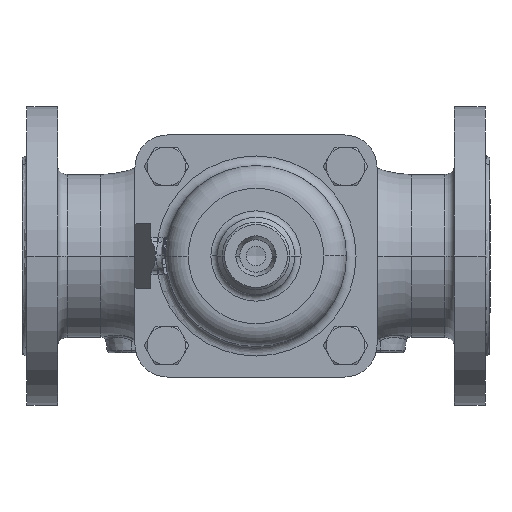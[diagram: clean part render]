
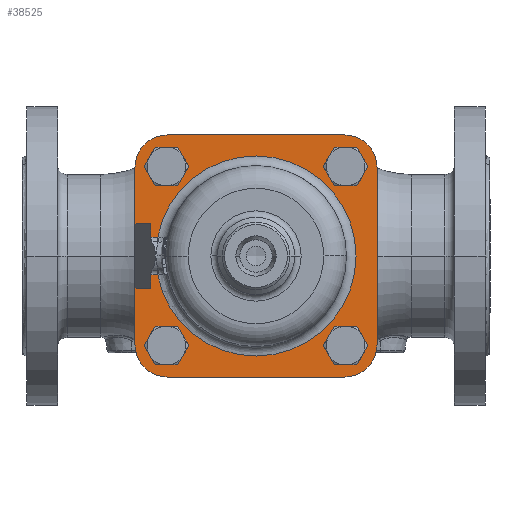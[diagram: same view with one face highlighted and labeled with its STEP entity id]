
A CAD part, front view. The second image highlights one B-rep face of the part: STEP entity #38525.
In plain terms, the highlighted planar face has unit normal (0, -1, 0).
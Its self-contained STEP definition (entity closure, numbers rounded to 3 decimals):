
#31502=CARTESIAN_POINT('',(-55.508,131.,55.508));
#31503=DIRECTION('',(0.,-1.,0.));
#31504=DIRECTION('',(1.,0.,0.));
#31505=AXIS2_PLACEMENT_3D('',#31502,#31503,#31504);
#31507=CARTESIAN_POINT('',(-55.508,131.,55.508));
#31508=DIRECTION('',(0.,-1.,0.));
#31509=DIRECTION('',(-1.,0.,0.));
#31510=AXIS2_PLACEMENT_3D('',#31507,#31508,#31509);
#31512=CARTESIAN_POINT('',(55.508,131.,55.508));
#31513=DIRECTION('',(0.,-1.,0.));
#31514=DIRECTION('',(1.,0.,0.));
#31515=AXIS2_PLACEMENT_3D('',#31512,#31513,#31514);
#31517=CARTESIAN_POINT('',(55.508,131.,55.508));
#31518=DIRECTION('',(0.,-1.,0.));
#31519=DIRECTION('',(-1.,0.,0.));
#31520=AXIS2_PLACEMENT_3D('',#31517,#31518,#31519);
#31522=CARTESIAN_POINT('',(55.508,131.,-55.508));
#31523=DIRECTION('',(0.,-1.,0.));
#31524=DIRECTION('',(1.,0.,0.));
#31525=AXIS2_PLACEMENT_3D('',#31522,#31523,#31524);
#31527=CARTESIAN_POINT('',(55.508,131.,-55.508));
#31528=DIRECTION('',(0.,-1.,0.));
#31529=DIRECTION('',(-1.,0.,0.));
#31530=AXIS2_PLACEMENT_3D('',#31527,#31528,#31529);
#31532=CARTESIAN_POINT('',(-55.508,131.,-55.508));
#31533=DIRECTION('',(0.,-1.,0.));
#31534=DIRECTION('',(1.,0.,0.));
#31535=AXIS2_PLACEMENT_3D('',#31532,#31533,#31534);
#31537=CARTESIAN_POINT('',(-55.508,131.,-55.508));
#31538=DIRECTION('',(0.,-1.,0.));
#31539=DIRECTION('',(-1.,0.,0.));
#31540=AXIS2_PLACEMENT_3D('',#31537,#31538,#31539);
#31542=DIRECTION('',(-1.,0.,0.));
#31543=VECTOR('',#31542,4.284);
#31544=CARTESIAN_POINT('',(-60.901,131.,
11.619));
#31545=LINE('',#31544,#31543);
#31546=DIRECTION('',(0.,0.,1.));
#31547=VECTOR('',#31546,8.381);
#31548=CARTESIAN_POINT('',(-65.185,131.,11.619));
#31549=LINE('',#31548,#31547);
#31550=DIRECTION('',(1.,0.,0.));
#31551=VECTOR('',#31550,9.815);
#31552=CARTESIAN_POINT('',(-75.,131.,20.));
#31553=LINE('',#31552,#31551);
#31554=DIRECTION('',(0.,0.,-1.));
#31555=VECTOR('',#31554,35.);
#31556=CARTESIAN_POINT('',(-75.,131.,55.));
#31557=LINE('',#31556,#31555);
#31558=CARTESIAN_POINT('',(-55.,131.,55.));
#31559=DIRECTION('',(0.,-1.,0.));
#31560=DIRECTION('',(0.,0.,1.));
#31561=AXIS2_PLACEMENT_3D('',#31558,#31559,#31560);
#31563=DIRECTION('',(-1.,0.,0.));
#31564=VECTOR('',#31563,110.);
#31565=CARTESIAN_POINT('',(55.,131.,75.));
#31566=LINE('',#31565,#31564);
#31567=CARTESIAN_POINT('',(55.,131.,55.));
#31568=DIRECTION('',(0.,-1.,0.));
#31569=DIRECTION('',(1.,0.,0.));
#31570=AXIS2_PLACEMENT_3D('',#31567,#31568,#31569);
#31572=DIRECTION('',(0.,0.,1.));
#31573=VECTOR('',#31572,110.);
#31574=CARTESIAN_POINT('',(75.,131.,-55.));
#31575=LINE('',#31574,#31573);
#31576=CARTESIAN_POINT('',(55.,131.,-55.));
#31577=DIRECTION('',(0.,-1.,0.));
#31578=DIRECTION('',(0.,0.,-1.));
#31579=AXIS2_PLACEMENT_3D('',#31576,#31577,#31578);
#31581=DIRECTION('',(1.,0.,0.));
#31582=VECTOR('',#31581,110.);
#31583=CARTESIAN_POINT('',(-55.,131.,-75.));
#31584=LINE('',#31583,#31582);
#31585=CARTESIAN_POINT('',(-55.,131.,-55.));
#31586=DIRECTION('',(0.,-1.,0.));
#31587=DIRECTION('',(-1.,0.,0.));
#31588=AXIS2_PLACEMENT_3D('',#31585,#31586,#31587);
#31590=DIRECTION('',(0.,0.,-1.));
#31591=VECTOR('',#31590,35.);
#31592=CARTESIAN_POINT('',(-75.,131.,-20.));
#31593=LINE('',#31592,#31591);
#31594=DIRECTION('',(1.,0.,0.));
#31595=VECTOR('',#31594,9.815);
#31596=CARTESIAN_POINT('',(-75.,131.,-20.));
#31597=LINE('',#31596,#31595);
#31598=DIRECTION('',(0.,0.,1.));
#31599=VECTOR('',#31598,8.381);
#31600=CARTESIAN_POINT('',(-65.185,131.,-20.));
#31601=LINE('',#31600,#31599);
#31602=DIRECTION('',(1.,0.,0.));
#31603=VECTOR('',#31602,4.284);
#31604=CARTESIAN_POINT('',(-65.185,131.,-11.619));
#31605=LINE('',#31604,#31603);
#33021=CARTESIAN_POINT('',(0.,131.,0.));
#33022=DIRECTION('',(0.,1.,0.));
#33023=DIRECTION('',(-0.982,0.,0.187));
#33024=AXIS2_PLACEMENT_3D('',#33021,#33022,#33023);
#36120=CARTESIAN_POINT('',(-60.901,131.,
11.619));
#36915=CARTESIAN_POINT('',(-55.,131.,75.));
#36916=CARTESIAN_POINT('',(-75.,131.,55.));
#36917=VERTEX_POINT('',#36915);
#36918=VERTEX_POINT('',#36916);
#36919=CARTESIAN_POINT('',(75.,131.,55.));
#36920=CARTESIAN_POINT('',(55.,131.,75.));
#36921=VERTEX_POINT('',#36919);
#36922=VERTEX_POINT('',#36920);
#36923=CARTESIAN_POINT('',(55.,131.,-75.));
#36924=CARTESIAN_POINT('',(75.,131.,-55.));
#36925=VERTEX_POINT('',#36923);
#36926=VERTEX_POINT('',#36924);
#36927=CARTESIAN_POINT('',(-75.,131.,-55.));
#36928=CARTESIAN_POINT('',(-55.,131.,-75.));
#36929=VERTEX_POINT('',#36927);
#36930=VERTEX_POINT('',#36928);
#36963=CARTESIAN_POINT('',(-46.508,131.,55.508));
#36964=CARTESIAN_POINT('',(-64.508,131.,55.508));
#36965=VERTEX_POINT('',#36963);
#36966=VERTEX_POINT('',#36964);
#36975=CARTESIAN_POINT('',(64.508,131.,55.508));
#36976=CARTESIAN_POINT('',(46.508,131.,55.508));
#36977=VERTEX_POINT('',#36975);
#36978=VERTEX_POINT('',#36976);
#36987=CARTESIAN_POINT('',(64.508,131.,-55.508));
#36988=CARTESIAN_POINT('',(46.508,131.,-55.508));
#36989=VERTEX_POINT('',#36987);
#36990=VERTEX_POINT('',#36988);
#36999=CARTESIAN_POINT('',(-46.508,131.,-55.508));
#37000=CARTESIAN_POINT('',(-64.508,131.,-55.508));
#37001=VERTEX_POINT('',#36999);
#37002=VERTEX_POINT('',#37000);
#37027=CARTESIAN_POINT('',(-75.,131.,-20.));
#37028=CARTESIAN_POINT('',(-65.185,131.,-20.));
#37029=VERTEX_POINT('',#37027);
#37030=VERTEX_POINT('',#37028);
#37031=CARTESIAN_POINT('',(-75.,131.,20.));
#37032=CARTESIAN_POINT('',(-65.185,131.,20.));
#37033=VERTEX_POINT('',#37031);
#37034=VERTEX_POINT('',#37032);
#37039=CARTESIAN_POINT('',(-65.185,131.,-11.619));
#37040=VERTEX_POINT('',#37039);
#37041=CARTESIAN_POINT('',(-65.185,131.,11.619));
#37042=VERTEX_POINT('',#37041);
#37055=CARTESIAN_POINT('',(-60.902,131.,-11.619));
#37057=VERTEX_POINT('',#37055);
#37059=VERTEX_POINT('',#36120);
#38463=CARTESIAN_POINT('',(0.,131.,0.));
#38464=DIRECTION('',(0.,1.,0.));
#38465=DIRECTION('',(0.,0.,-1.));
#38466=AXIS2_PLACEMENT_3D('',#38463,#38464,#38465);
#38467=PLANE('',#38466);
#38469=ORIENTED_EDGE('',*,*,#38468,.F.);
#38471=ORIENTED_EDGE('',*,*,#38470,.T.);
#38473=ORIENTED_EDGE('',*,*,#38472,.T.);
#38475=ORIENTED_EDGE('',*,*,#38474,.F.);
#38477=ORIENTED_EDGE('',*,*,#38476,.F.);
#38479=ORIENTED_EDGE('',*,*,#38478,.F.);
#38481=ORIENTED_EDGE('',*,*,#38480,.F.);
#38483=ORIENTED_EDGE('',*,*,#38482,.F.);
#38485=ORIENTED_EDGE('',*,*,#38484,.F.);
#38487=ORIENTED_EDGE('',*,*,#38486,.F.);
#38489=ORIENTED_EDGE('',*,*,#38488,.F.);
#38491=ORIENTED_EDGE('',*,*,#38490,.F.);
#38493=ORIENTED_EDGE('',*,*,#38492,.F.);
#38495=ORIENTED_EDGE('',*,*,#38494,.T.);
#38497=ORIENTED_EDGE('',*,*,#38496,.T.);
#38499=ORIENTED_EDGE('',*,*,#38498,.T.);
#38500=EDGE_LOOP('',(#38469,#38471,#38473,#38475,#38477,#38479,#38481,#38483,
#38485,#38487,#38489,#38491,#38493,#38495,#38497,#38499));
#38501=FACE_OUTER_BOUND('',#38500,.F.);
#38503=ORIENTED_EDGE('',*,*,#38502,.T.);
#38505=ORIENTED_EDGE('',*,*,#38504,.T.);
#38506=EDGE_LOOP('',(#38503,#38505));
#38507=FACE_BOUND('',#38506,.F.);
#38509=ORIENTED_EDGE('',*,*,#38508,.T.);
#38511=ORIENTED_EDGE('',*,*,#38510,.T.);
#38512=EDGE_LOOP('',(#38509,#38511));
#38513=FACE_BOUND('',#38512,.F.);
#38514=ORIENTED_EDGE('',*,*,#38447,.T.);
#38516=ORIENTED_EDGE('',*,*,#38515,.T.);
#38517=EDGE_LOOP('',(#38514,#38516));
#38518=FACE_BOUND('',#38517,.F.);
#38520=ORIENTED_EDGE('',*,*,#38519,.T.);
#38522=ORIENTED_EDGE('',*,*,#38521,.T.);
#38523=EDGE_LOOP('',(#38520,#38522));
#38524=FACE_BOUND('',#38523,.F.);
#38525=ADVANCED_FACE('',(#38501,#38507,#38513,#38518,#38524),#38467,.F.);
#31506=CIRCLE('',#31505,9.);
#31511=CIRCLE('',#31510,9.);
#31516=CIRCLE('',#31515,9.);
#31521=CIRCLE('',#31520,9.);
#31526=CIRCLE('',#31525,9.);
#31531=CIRCLE('',#31530,9.);
#31536=CIRCLE('',#31535,9.);
#31541=CIRCLE('',#31540,9.);
#31562=CIRCLE('',#31561,20.);
#31571=CIRCLE('',#31570,20.);
#31580=CIRCLE('',#31579,20.);
#31589=CIRCLE('',#31588,20.);
#33025=CIRCLE('',#33024,62.);
#38447=EDGE_CURVE('',#37001,#37002,#31536,.T.);
#38468=EDGE_CURVE('',#37059,#37057,#33025,.T.);
#38470=EDGE_CURVE('',#37059,#37042,#31545,.T.);
#38472=EDGE_CURVE('',#37042,#37034,#31549,.T.);
#38474=EDGE_CURVE('',#37033,#37034,#31553,.T.);
#38476=EDGE_CURVE('',#36918,#37033,#31557,.T.);
#38478=EDGE_CURVE('',#36917,#36918,#31562,.T.);
#38480=EDGE_CURVE('',#36922,#36917,#31566,.T.);
#38482=EDGE_CURVE('',#36921,#36922,#31571,.T.);
#38484=EDGE_CURVE('',#36926,#36921,#31575,.T.);
#38486=EDGE_CURVE('',#36925,#36926,#31580,.T.);
#38488=EDGE_CURVE('',#36930,#36925,#31584,.T.);
#38490=EDGE_CURVE('',#36929,#36930,#31589,.T.);
#38492=EDGE_CURVE('',#37029,#36929,#31593,.T.);
#38494=EDGE_CURVE('',#37029,#37030,#31597,.T.);
#38496=EDGE_CURVE('',#37030,#37040,#31601,.T.);
#38498=EDGE_CURVE('',#37040,#37057,#31605,.T.);
#38502=EDGE_CURVE('',#36977,#36978,#31516,.T.);
#38504=EDGE_CURVE('',#36978,#36977,#31521,.T.);
#38508=EDGE_CURVE('',#36989,#36990,#31526,.T.);
#38510=EDGE_CURVE('',#36990,#36989,#31531,.T.);
#38515=EDGE_CURVE('',#37002,#37001,#31541,.T.);
#38519=EDGE_CURVE('',#36965,#36966,#31506,.T.);
#38521=EDGE_CURVE('',#36966,#36965,#31511,.T.);
